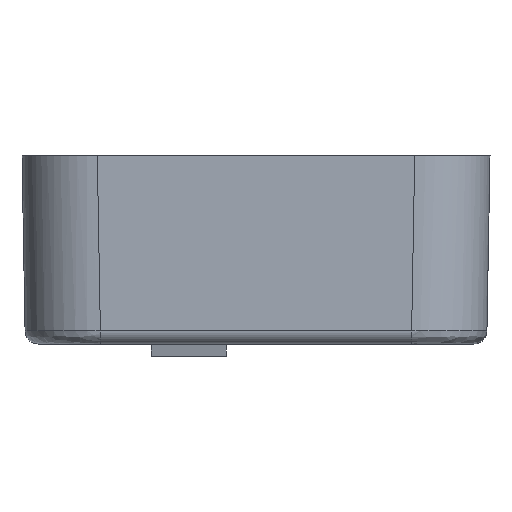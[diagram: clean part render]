
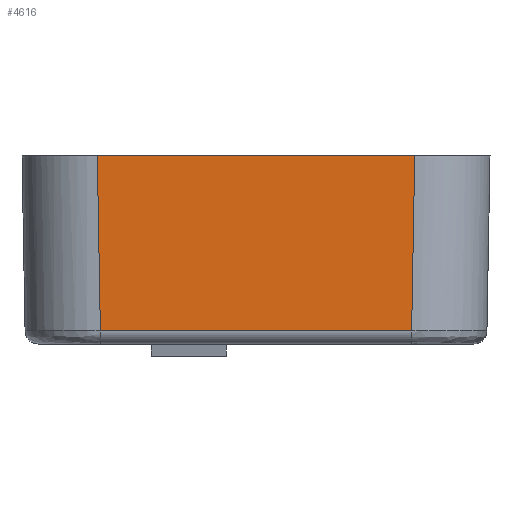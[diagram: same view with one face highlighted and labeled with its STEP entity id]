
A CAD part, left-side view. The second image highlights one B-rep face of the part: STEP entity #4616.
In plain terms, the highlighted planar face has unit normal (-1, 0, -0.018).
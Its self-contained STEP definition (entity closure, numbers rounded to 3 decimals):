
#403=CARTESIAN_POINT('',(-30.,-5.9,5.));
#413=DIRECTION('',(0.,1.,0.));
#414=VECTOR('',#413,11.801);
#415=CARTESIAN_POINT('',(-30.,-5.9,5.));
#416=LINE('',#415,#414);
#425=CARTESIAN_POINT('',(-30.,5.9,5.));
#1603=DIRECTION('',(0.,1.,0.));
#1604=VECTOR('',#1603,11.574);
#1605=CARTESIAN_POINT('',(-29.886,-5.787,
-1.509));
#1606=LINE('',#1605,#1604);
#1607=DIRECTION('',(-0.017,0.017,1.));
#1608=VECTOR('',#1607,6.511);
#1609=CARTESIAN_POINT('',(-29.886,5.787,
-1.509));
#1610=LINE('',#1609,#1608);
#1611=DIRECTION('',(-0.017,-0.017,1.));
#1612=VECTOR('',#1611,6.511);
#1613=CARTESIAN_POINT('',(-29.886,-5.787,
-1.509));
#1614=LINE('',#1613,#1612);
#1625=CARTESIAN_POINT('',(-29.886,-5.787,
-1.509));
#1641=VERTEX_POINT('',#403);
#1644=VERTEX_POINT('',#425);
#1664=VERTEX_POINT('',#1625);
#1667=CARTESIAN_POINT('',(-29.886,5.787,
-1.509));
#1668=VERTEX_POINT('',#1667);
#4604=CARTESIAN_POINT('',(-30.,-10.456,5.));
#4605=DIRECTION('',(-1.,0.,-0.017));
#4606=DIRECTION('',(0.,-1.,0.));
#4607=AXIS2_PLACEMENT_3D('',#4604,#4605,#4606);
#4608=PLANE('',#4607);
#4609=ORIENTED_EDGE('',*,*,#4597,.T.);
#4610=ORIENTED_EDGE('',*,*,#4511,.T.);
#4611=ORIENTED_EDGE('',*,*,#2619,.F.);
#4613=ORIENTED_EDGE('',*,*,#4612,.F.);
#4614=EDGE_LOOP('',(#4609,#4610,#4611,#4613));
#4615=FACE_OUTER_BOUND('',#4614,.F.);
#4616=ADVANCED_FACE('',(#4615),#4608,.T.);
#2619=EDGE_CURVE('',#1641,#1644,#416,.T.);
#4511=EDGE_CURVE('',#1668,#1644,#1610,.T.);
#4597=EDGE_CURVE('',#1664,#1668,#1606,.T.);
#4612=EDGE_CURVE('',#1664,#1641,#1614,.T.);
